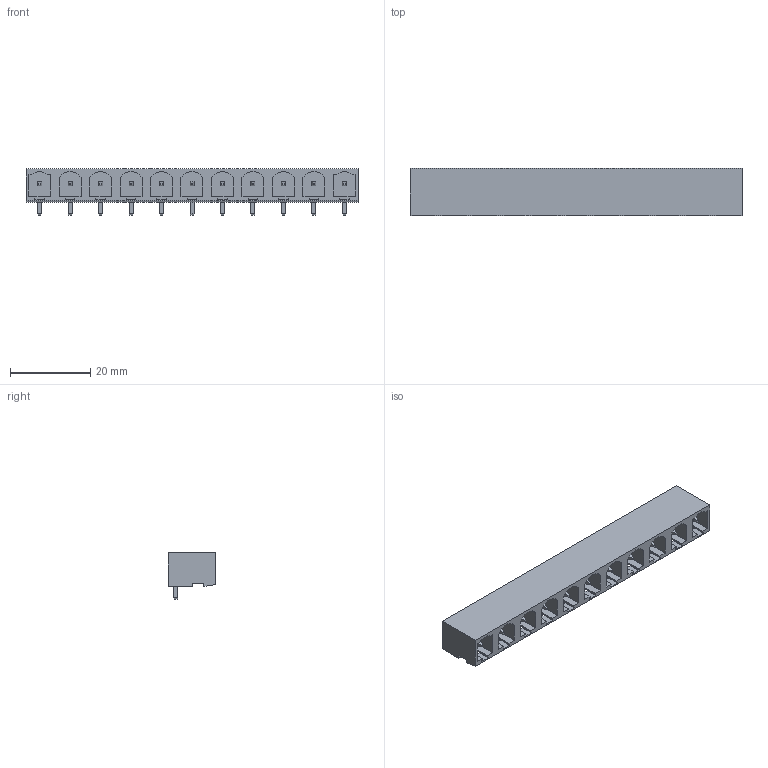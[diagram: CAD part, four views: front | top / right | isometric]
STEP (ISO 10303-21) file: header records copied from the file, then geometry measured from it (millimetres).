
FILE_DESCRIPTION(('CATIA V5 STEP Exchange','CAx-IF Rec.Pracs.--- Model Styling and Organization---1.2---2011-12-15'),'2;1');
FILE_NAME ('D1387771_1_1472580000_1472580000.stp','2018-11-15T17:15:37+00:00',('none'),('Weidmueller'),'CATIA Version 5-6 Release 2014','CATIA V5 STEP AP214','none');
FILE_SCHEMA(('AUTOMOTIVE_DESIGN { 1 0 10303 214 1 1 1 1 }'));
Length unit declared in the file: millimetre
Products named in the file (1): 1472580000
Bounding box: 83 x 11.75 x 11.6 mm (x, y, z)
Volume: 4952.3 mm3; surface area: 6694.3 mm2
Topology: 12 solids, 12 shells, 444 faces, 1183 edges, 752 vertices
Faces by surface type: plane 389, cylinder 55
Entity records: 11682 total; most frequent: ORIENTED_EDGE 2366, CARTESIAN_POINT 2057, DIRECTION 1425, EDGE_CURVE 1095, VECTOR 941, LINE 941, VERTEX_POINT 664, EDGE_LOOP 477
